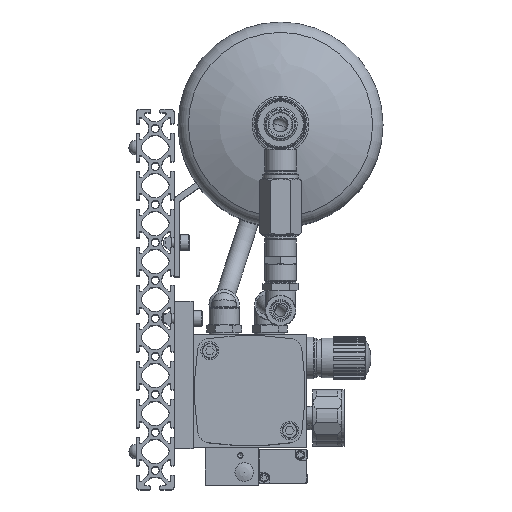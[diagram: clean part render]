
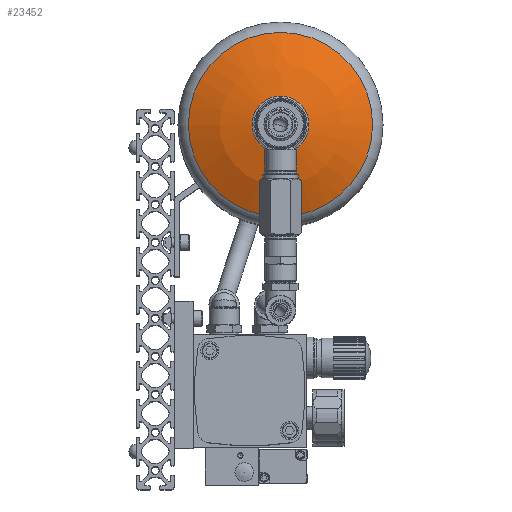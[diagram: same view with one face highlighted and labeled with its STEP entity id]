
A CAD part, top view. The second image highlights one B-rep face of the part: STEP entity #23452.
In plain terms, the highlighted spherical face has radius 108 mm.
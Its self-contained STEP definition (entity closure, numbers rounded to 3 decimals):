
#799=SPHERICAL_SURFACE('',#28983,108.);
#8010=ORIENTED_EDGE('',*,*,#13089,.T.);
#8011=ORIENTED_EDGE('',*,*,#13090,.F.);
#13089=EDGE_CURVE('',#15889,#15889,#17721,.T.);
#13090=EDGE_CURVE('',#15890,#15890,#17722,.T.);
#15889=VERTEX_POINT('',#41118);
#15890=VERTEX_POINT('',#41121);
#17721=CIRCLE('',#28982,14.976);
#17722=CIRCLE('',#28984,48.49);
#19032=EDGE_LOOP('',(#8010));
#19033=EDGE_LOOP('',(#8011));
#21017=FACE_BOUND('',#19032,.T.);
#21018=FACE_BOUND('',#19033,.T.);
#23452=ADVANCED_FACE('',(#21017,#21018),#799,.T.);
#28982=AXIS2_PLACEMENT_3D('',#41117,#33778,#33779);
#28983=AXIS2_PLACEMENT_3D('',#41119,#33780,#33781);
#28984=AXIS2_PLACEMENT_3D('',#41120,#33782,#33783);
#33778=DIRECTION('',(0.,0.,-1.));
#33779=DIRECTION('',(-1.,0.,0.));
#33780=DIRECTION('',(0.,0.,-1.));
#33781=DIRECTION('',(0.,1.,0.));
#33782=DIRECTION('',(0.,0.,-1.));
#33783=DIRECTION('',(-1.,0.,0.));
#41117=CARTESIAN_POINT('',(0.,0.,130.957));
#41118=CARTESIAN_POINT('',(-14.976,0.,130.957));
#41119=CARTESIAN_POINT('',(0.,0.,24.));
#41120=CARTESIAN_POINT('',(0.,0.,120.503));
#41121=CARTESIAN_POINT('',(-48.49,0.,120.503));
